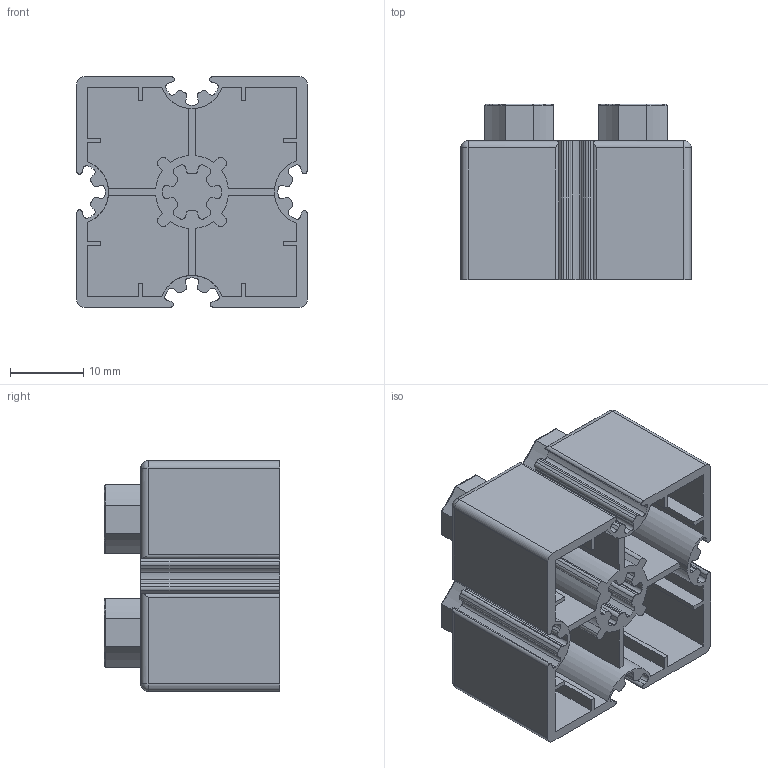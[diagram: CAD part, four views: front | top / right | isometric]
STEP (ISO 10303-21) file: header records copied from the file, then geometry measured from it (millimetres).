
FILE_DESCRIPTION (( 'STEP AP214' ), '1' );
FILE_NAME ('lego_part_allneg.STEP', '2024-03-07T08:44:09', ( '' ), ( '' ), 'SwSTEP 2.0', 'SolidWorks 2023', '' );
FILE_SCHEMA (( 'AUTOMOTIVE_DESIGN' ));
Length unit declared in the file: millimetre
Products named in the file (1): lego_part_allneg
Bounding box: 31.5 x 24 x 31.5 mm (x, y, z)
Volume: 6691.7 mm3; surface area: 10643.5 mm2
Topology: 1 solids, 1 shells, 556 faces, 1522 edges, 986 vertices
Faces by surface type: plane 258, cylinder 234, bspline 44, torus 16, sphere 4
Entity records: 19403 total; most frequent: CARTESIAN_POINT 5513, ORIENTED_EDGE 3036, DIRECTION 2730, EDGE_CURVE 1518, VERTEX_POINT 986, LINE 964, VECTOR 964, AXIS2_PLACEMENT_3D 883
